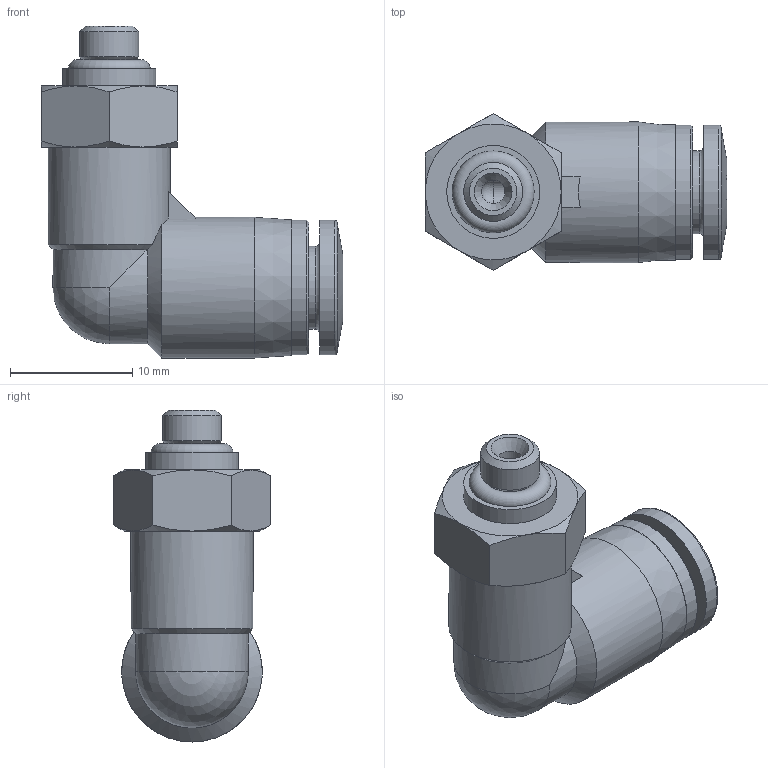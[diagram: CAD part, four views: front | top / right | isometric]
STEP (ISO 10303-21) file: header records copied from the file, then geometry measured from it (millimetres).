
FILE_DESCRIPTION(/* description */ ('STEP AP214'),/* implementation_level */ '2;1');
FILE_NAME(/* name */ '533287_QBL-10-32-UNF-3_16-U',/* time_stamp */ '2024-09-14T02:28:22+02:00',/* author */ ('License CC BY-ND 4.0'),/* organization */ ('CADENAS'),/* preprocessor_version */ 'ST-DEVELOPER v19.3',/* originating_system */ 'PARTsolutions',/* authorisation */ ' ');
FILE_SCHEMA (('AUTOMOTIVE_DESIGN {1 0 10303 214 3 1 1}'));
Length unit declared in the file: millimetre
Products named in the file (1): 533287 QBL-10-32-UNF-3/16-U
Bounding box: 24.66 x 12.83 x 27.15 mm (x, y, z)
Volume: 2858.5 mm3; surface area: 1968.6 mm2
Topology: 1 solids, 1 shells, 58 faces, 127 edges, 76 vertices
Faces by surface type: cone 20, plane 18, cylinder 14, torus 4, sphere 2
Full cylindrical faces by diameter (mm): 1.93 x1, 2 x2, 3.881 x1, 4.762 x1, 4.826 x1, 6.762 x1, 7.6 x1, 10 x1, 11 x2, 11.5 x1
Entity records: 1869 total; most frequent: CARTESIAN_POINT 322, DIRECTION 236, ORIENTED_EDGE 194, AXIS2_PLACEMENT_3D 112, EDGE_CURVE 97, EDGE_LOOP 89, FACE_BOUND 89, VERTEX_POINT 70
